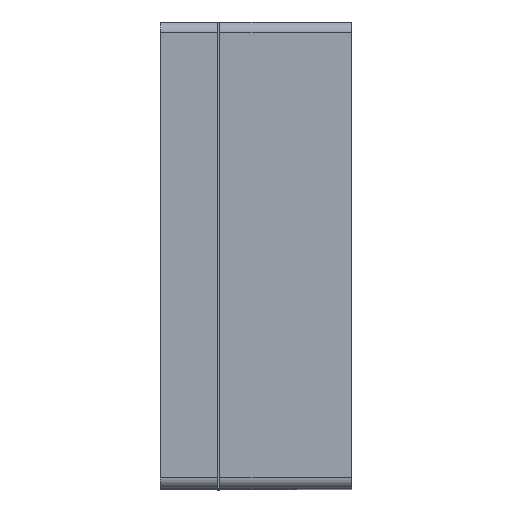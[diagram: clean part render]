
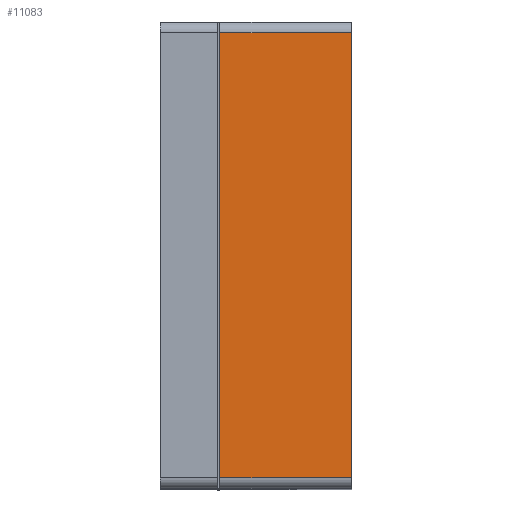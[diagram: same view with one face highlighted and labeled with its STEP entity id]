
A CAD part, top view. The second image highlights one B-rep face of the part: STEP entity #11083.
In plain terms, the highlighted planar face has unit normal (0, 0, 1).
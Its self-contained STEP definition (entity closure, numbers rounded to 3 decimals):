
#341 = DIRECTION ( 'NONE',  ( -1., 0., 0. ) ) ;
#1043 = CARTESIAN_POINT ( 'NONE',  ( -53.229, 149.142, 40.967 ) ) ;
#2167 = AXIS2_PLACEMENT_3D ( 'NONE', #9838, #12252, #341 ) ;
#2866 = ORIENTED_EDGE ( 'NONE', *, *, #13903, .T. ) ;
#4369 = VERTEX_POINT ( 'NONE', #6351 ) ;
#4397 = VERTEX_POINT ( 'NONE', #1043 ) ;
#4436 = VECTOR ( 'NONE', #8083, 1000. ) ;
#4543 = LINE ( 'NONE', #6669, #9287 ) ;
#5130 = ORIENTED_EDGE ( 'NONE', *, *, #10793, .T. ) ;
#5516 = PLANE ( 'NONE',  #2167 ) ;
#5605 = CARTESIAN_POINT ( 'NONE',  ( -53.229, 149.742, 40.967 ) ) ;
#5725 = ORIENTED_EDGE ( 'NONE', *, *, #8147, .F. ) ;
#6351 = CARTESIAN_POINT ( 'NONE',  ( -53.229, 107.942, 40.967 ) ) ;
#6434 = CARTESIAN_POINT ( 'NONE',  ( -65.429, 107.942, 40.967 ) ) ;
#6590 = LINE ( 'NONE', #5605, #12110 ) ;
#6669 = CARTESIAN_POINT ( 'NONE',  ( -53.729, 149.142, 40.967 ) ) ;
#7071 = EDGE_CURVE ( 'NONE', #9757, #13928, #7198, .T. ) ;
#7198 = LINE ( 'NONE', #10258, #8168 ) ;
#8061 = DIRECTION ( 'NONE',  ( 0., 1., 0. ) ) ;
#8083 = DIRECTION ( 'NONE',  ( 1., 0., 0. ) ) ;
#8147 = EDGE_CURVE ( 'NONE', #4397, #4369, #6590, .T. ) ;
#8168 = VECTOR ( 'NONE', #8061, 1000. ) ;
#8865 = DIRECTION ( 'NONE',  ( 0., -1., 0. ) ) ;
#9287 = VECTOR ( 'NONE', #11923, 1000. ) ;
#9757 = VERTEX_POINT ( 'NONE', #6434 ) ;
#9838 = CARTESIAN_POINT ( 'NONE',  ( -53.729, 108.542, 40.967 ) ) ;
#10052 = FACE_OUTER_BOUND ( 'NONE', #11448, .T. ) ;
#10258 = CARTESIAN_POINT ( 'NONE',  ( -65.429, 108.542, 40.967 ) ) ;
#10793 = EDGE_CURVE ( 'NONE', #9757, #4369, #11406, .T. ) ;
#10998 = CARTESIAN_POINT ( 'NONE',  ( -65.429, 149.142, 40.967 ) ) ;
#11083 = ADVANCED_FACE ( 'NONE', ( #10052 ), #5516, .F. ) ;
#11406 = LINE ( 'NONE', #11478, #4436 ) ;
#11448 = EDGE_LOOP ( 'NONE', ( #12338, #5130, #5725, #2866 ) ) ;
#11478 = CARTESIAN_POINT ( 'NONE',  ( -53.729, 107.942, 40.967 ) ) ;
#11923 = DIRECTION ( 'NONE',  ( -1., 0., 0. ) ) ;
#12110 = VECTOR ( 'NONE', #8865, 1000. ) ;
#12252 = DIRECTION ( 'NONE',  ( 0., 0., -1. ) ) ;
#12338 = ORIENTED_EDGE ( 'NONE', *, *, #7071, .F. ) ;
#13903 = EDGE_CURVE ( 'NONE', #4397, #13928, #4543, .T. ) ;
#13928 = VERTEX_POINT ( 'NONE', #10998 ) ;
